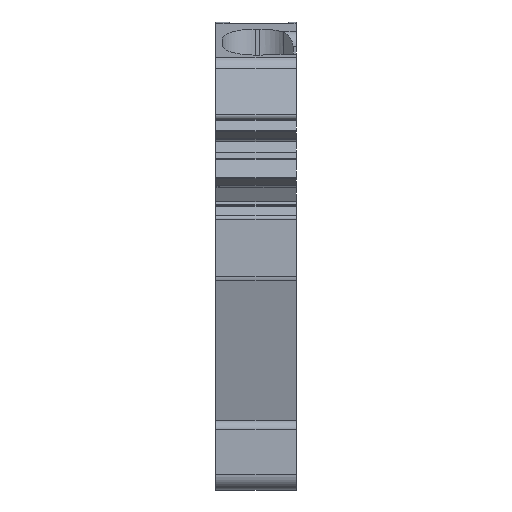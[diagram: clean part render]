
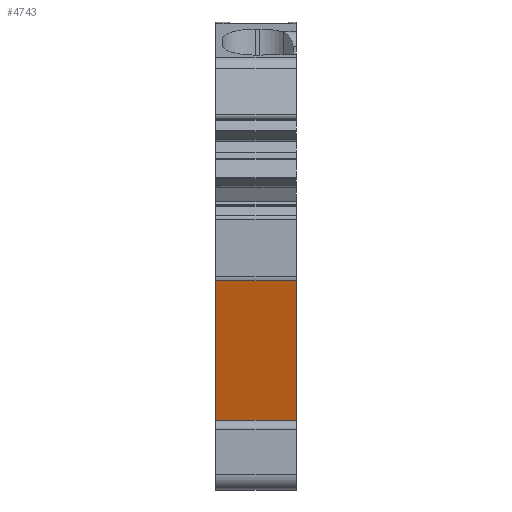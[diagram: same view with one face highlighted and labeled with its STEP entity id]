
A CAD part, front view. The second image highlights one B-rep face of the part: STEP entity #4743.
In plain terms, the highlighted planar face has unit normal (0, -0.966, -0.26).
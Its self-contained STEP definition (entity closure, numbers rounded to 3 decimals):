
#4716=AXIS2_PLACEMENT_3D('Plane Axis2P3D',#4713,#4714,#4715) ;
#4687=CARTESIAN_POINT('Line Origine',(2.55,0.034,13.263)) ;
#4691=CARTESIAN_POINT('Vertex',(5.1,0.034,13.263)) ;
#4693=CARTESIAN_POINT('Vertex',(0.,0.034,13.263)) ;
#4713=CARTESIAN_POINT('Axis2P3D Location',(0.,0.034,13.263)) ;
#4718=CARTESIAN_POINT('Line Origine',(2.55,2.766,3.097)) ;
#4722=CARTESIAN_POINT('Vertex',(5.1,2.766,3.097)) ;
#4724=CARTESIAN_POINT('Vertex',(0.,2.766,3.097)) ;
#4727=CARTESIAN_POINT('Line Origine',(5.1,1.4,8.18)) ;
#4732=CARTESIAN_POINT('Line Origine',(0.,1.4,8.18)) ;
#4688=DIRECTION('Vector Direction',(-1.,0.,0.)) ;
#4714=DIRECTION('Axis2P3D Direction',(0.,0.966,0.26)) ;
#4715=DIRECTION('Axis2P3D XDirection',(0.,0.26,-0.966)) ;
#4719=DIRECTION('Vector Direction',(-1.,0.,0.)) ;
#4728=DIRECTION('Vector Direction',(0.,0.26,-0.966)) ;
#4733=DIRECTION('Vector Direction',(0.,0.26,-0.966)) ;
#4689=VECTOR('Line Direction',#4688,1.) ;
#4720=VECTOR('Line Direction',#4719,1.) ;
#4729=VECTOR('Line Direction',#4728,1.) ;
#4734=VECTOR('Line Direction',#4733,1.) ;
#4738=ORIENTED_EDGE('',*,*,#4726,.F.) ;
#4739=ORIENTED_EDGE('',*,*,#4731,.T.) ;
#4740=ORIENTED_EDGE('',*,*,#4695,.T.) ;
#4741=ORIENTED_EDGE('',*,*,#4736,.F.) ;
#4743=ADVANCED_FACE('MLD',(#4742),#4717,.F.) ;
#4695=EDGE_CURVE('',#4692,#4694,#4690,.T.) ;
#4726=EDGE_CURVE('',#4723,#4725,#4721,.T.) ;
#4731=EDGE_CURVE('',#4723,#4692,#4730,.F.) ;
#4736=EDGE_CURVE('',#4725,#4694,#4735,.F.) ;
#4737=EDGE_LOOP('',(#4738,#4739,#4740,#4741)) ;
#4742=FACE_OUTER_BOUND('',#4737,.T.) ;
#4690=LINE('Line',#4687,#4689) ;
#4721=LINE('Line',#4718,#4720) ;
#4730=LINE('Line',#4727,#4729) ;
#4735=LINE('Line',#4732,#4734) ;
#4717=PLANE('',#4716) ;
#4692=VERTEX_POINT('',#4691) ;
#4694=VERTEX_POINT('',#4693) ;
#4723=VERTEX_POINT('',#4722) ;
#4725=VERTEX_POINT('',#4724) ;
